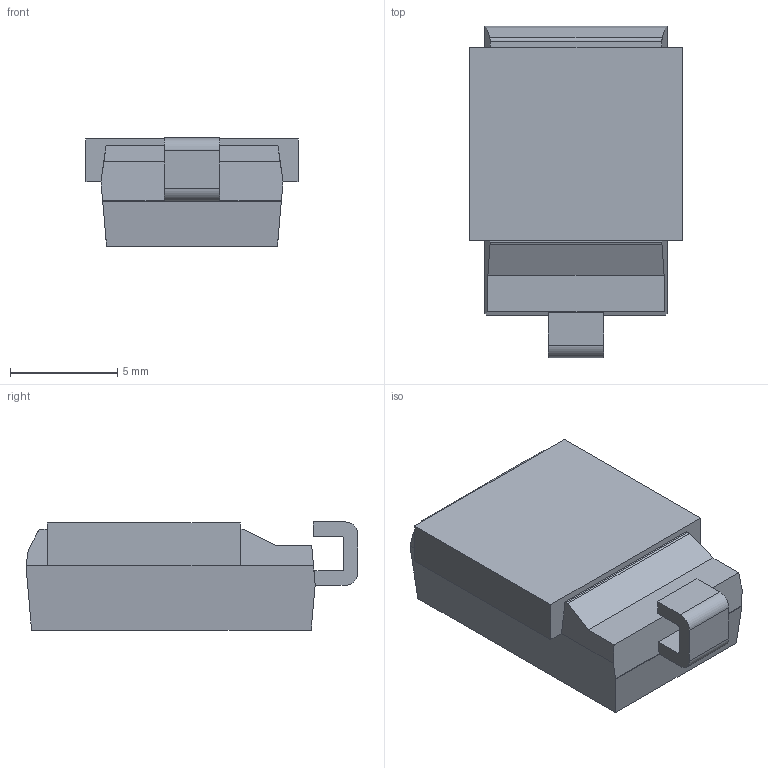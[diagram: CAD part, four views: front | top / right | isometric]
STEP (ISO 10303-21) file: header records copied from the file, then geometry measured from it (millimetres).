
FILE_DESCRIPTION (( 'STEP AP214' ), '1' );
FILE_NAME ('DO-218AA.STEP', '2020-10-30T08:13:31', ( '' ), ( '' ), 'SwSTEP 2.0', 'SolidWorks 2015', '' );
FILE_SCHEMA (( 'AUTOMOTIVE_DESIGN' ));
Length unit declared in the file: millimetre
Products named in the file (1): DO-218AA
Bounding box: 9.9 x 15.5 x 5.05 mm (x, y, z)
Volume: 559.2 mm3; surface area: 485 mm2
Topology: 1 solids, 1 shells, 44 faces, 117 edges, 76 vertices
Faces by surface type: plane 36, cylinder 8
Entity records: 1599 total; most frequent: CARTESIAN_POINT 250, ORIENTED_EDGE 234, DIRECTION 215, EDGE_CURVE 117, LINE 101, VECTOR 101, VERTEX_POINT 76, AXIS2_PLACEMENT_3D 57
